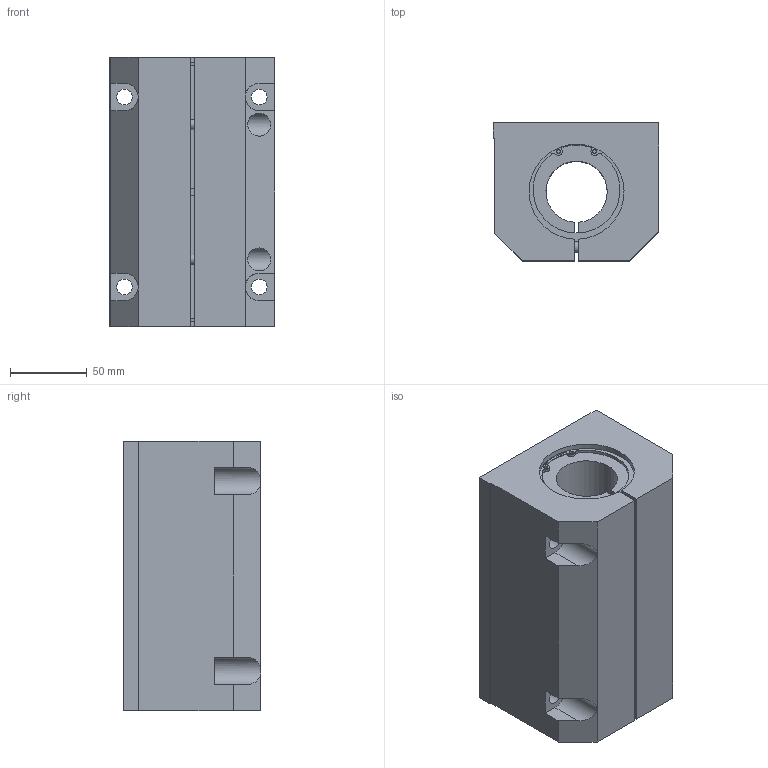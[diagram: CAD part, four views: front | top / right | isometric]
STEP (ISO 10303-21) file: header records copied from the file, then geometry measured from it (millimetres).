
FILE_DESCRIPTION(/* description */ ('Tandem Gehäuseeinheit geschlitz,einstellbar'),/* implementation_level */ '2;1');
FILE_NAME(/* name */ '121568-0.step',/* time_stamp */ '2021-08-11T10:23:02+02:00',/* author */ ('MuellerJ'),/* organization */ (''),/* preprocessor_version */ 'ST-DEVELOPER v18.1',/* originating_system */ 'Autodesk Inventor 2021',/* authorisation */ '');
FILE_SCHEMA (('AUTOMOTIVE_DESIGN { 1 0 10303 214 3 1 1 }'));
Length unit declared in the file: millimetre
Products named in the file (4): leer; leer_1; leer_2; leer_3
Assembly tree (5 placements, depth 2):
  leer
    leer_1
    leer_2  x2
    leer_3  x2
Bounding box: 108.25 x 90 x 176 mm (x, y, z)
Volume: 1318999.1 mm3; surface area: 201888.7 mm2
Topology: 7 solids, 7 shells, 159 faces, 389 edges, 259 vertices
Faces by surface type: plane 90, cylinder 60, torus 7, cone 2
Full cylindrical faces by diameter (mm): 2.5 x4, 4.2 x1, 6.647 x4, 6.917 x1, 8 x1, 9 x2, 10.3 x4, 13 x2, 13.835 x4, 15 x2
Entity records: 4106 total; most frequent: CARTESIAN_POINT 742, DIRECTION 699, ORIENTED_EDGE 630, EDGE_CURVE 315, AXIS2_PLACEMENT_3D 250, VERTEX_POINT 211, LINE 199, VECTOR 199
